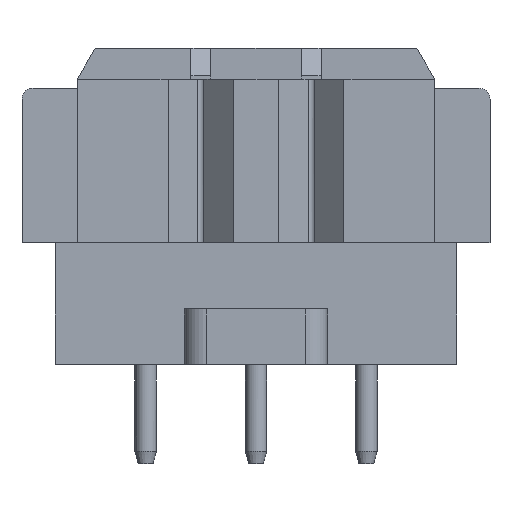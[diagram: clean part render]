
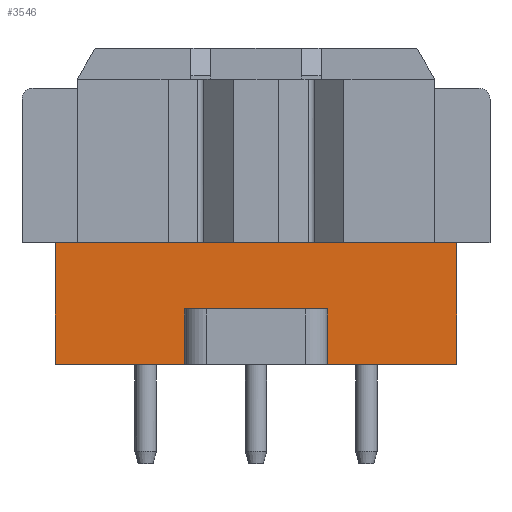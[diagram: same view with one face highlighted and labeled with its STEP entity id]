
A CAD part, left-side view. The second image highlights one B-rep face of the part: STEP entity #3546.
In plain terms, the highlighted planar face has unit normal (-1, 0, 0).
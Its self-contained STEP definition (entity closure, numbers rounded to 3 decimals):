
#3494=AXIS2_PLACEMENT_3D('Plane Axis2P3D',#3491,#3492,#3493) ;
#2401=CARTESIAN_POINT('Vertex',(4.95,19.7,10.)) ;
#2404=CARTESIAN_POINT('Line Origine',(4.95,10.6,10.)) ;
#2408=CARTESIAN_POINT('Vertex',(4.95,1.5,10.)) ;
#3399=CARTESIAN_POINT('Vertex',(4.95,19.7,4.5)) ;
#3402=CARTESIAN_POINT('Line Origine',(4.95,19.7,7.25)) ;
#3491=CARTESIAN_POINT('Axis2P3D Location',(4.95,19.7,1.3)) ;
#3496=CARTESIAN_POINT('Line Origine',(4.95,4.425,4.5)) ;
#3500=CARTESIAN_POINT('Vertex',(4.95,7.35,4.5)) ;
#3502=CARTESIAN_POINT('Vertex',(4.95,1.5,4.5)) ;
#3505=CARTESIAN_POINT('Line Origine',(4.95,1.5,7.25)) ;
#3510=CARTESIAN_POINT('Line Origine',(4.95,16.775,4.5)) ;
#3514=CARTESIAN_POINT('Vertex',(4.95,13.85,4.5)) ;
#3517=CARTESIAN_POINT('Line Origine',(4.95,13.85,5.75)) ;
#3521=CARTESIAN_POINT('Vertex',(4.95,13.85,7.)) ;
#3524=CARTESIAN_POINT('Line Origine',(4.95,10.6,7.)) ;
#3528=CARTESIAN_POINT('Vertex',(4.95,7.35,7.)) ;
#3531=CARTESIAN_POINT('Line Origine',(4.95,7.35,5.75)) ;
#2405=DIRECTION('Vector Direction',(0.,-1.,0.)) ;
#3403=DIRECTION('Vector Direction',(0.,0.,1.)) ;
#3492=DIRECTION('Axis2P3D Direction',(-1.,0.,0.)) ;
#3493=DIRECTION('Axis2P3D XDirection',(0.,-1.,0.)) ;
#3497=DIRECTION('Vector Direction',(0.,-1.,0.)) ;
#3506=DIRECTION('Vector Direction',(0.,0.,1.)) ;
#3511=DIRECTION('Vector Direction',(0.,-1.,0.)) ;
#3518=DIRECTION('Vector Direction',(0.,0.,1.)) ;
#3525=DIRECTION('Vector Direction',(0.,-1.,0.)) ;
#3532=DIRECTION('Vector Direction',(0.,0.,1.)) ;
#2406=VECTOR('Line Direction',#2405,1.) ;
#3404=VECTOR('Line Direction',#3403,1.) ;
#3498=VECTOR('Line Direction',#3497,1.) ;
#3507=VECTOR('Line Direction',#3506,1.) ;
#3512=VECTOR('Line Direction',#3511,1.) ;
#3519=VECTOR('Line Direction',#3518,1.) ;
#3526=VECTOR('Line Direction',#3525,1.) ;
#3533=VECTOR('Line Direction',#3532,1.) ;
#3537=ORIENTED_EDGE('',*,*,#3504,.T.) ;
#3538=ORIENTED_EDGE('',*,*,#3509,.T.) ;
#3539=ORIENTED_EDGE('',*,*,#2410,.F.) ;
#3540=ORIENTED_EDGE('',*,*,#3406,.F.) ;
#3541=ORIENTED_EDGE('',*,*,#3516,.T.) ;
#3542=ORIENTED_EDGE('',*,*,#3523,.T.) ;
#3543=ORIENTED_EDGE('',*,*,#3530,.F.) ;
#3544=ORIENTED_EDGE('',*,*,#3535,.F.) ;
#3546=ADVANCED_FACE('HOUSING',(#3545),#3495,.T.) ;
#2410=EDGE_CURVE('',#2402,#2409,#2407,.T.) ;
#3406=EDGE_CURVE('',#3400,#2402,#3405,.T.) ;
#3504=EDGE_CURVE('',#3501,#3503,#3499,.T.) ;
#3509=EDGE_CURVE('',#3503,#2409,#3508,.T.) ;
#3516=EDGE_CURVE('',#3400,#3515,#3513,.T.) ;
#3523=EDGE_CURVE('',#3515,#3522,#3520,.T.) ;
#3530=EDGE_CURVE('',#3529,#3522,#3527,.F.) ;
#3535=EDGE_CURVE('',#3501,#3529,#3534,.T.) ;
#3536=EDGE_LOOP('',(#3537,#3538,#3539,#3540,#3541,#3542,#3543,#3544)) ;
#3545=FACE_OUTER_BOUND('',#3536,.T.) ;
#2407=LINE('Line',#2404,#2406) ;
#3405=LINE('Line',#3402,#3404) ;
#3499=LINE('Line',#3496,#3498) ;
#3508=LINE('Line',#3505,#3507) ;
#3513=LINE('Line',#3510,#3512) ;
#3520=LINE('Line',#3517,#3519) ;
#3527=LINE('Line',#3524,#3526) ;
#3534=LINE('Line',#3531,#3533) ;
#3495=PLANE('',#3494) ;
#2402=VERTEX_POINT('',#2401) ;
#2409=VERTEX_POINT('',#2408) ;
#3400=VERTEX_POINT('',#3399) ;
#3501=VERTEX_POINT('',#3500) ;
#3503=VERTEX_POINT('',#3502) ;
#3515=VERTEX_POINT('',#3514) ;
#3522=VERTEX_POINT('',#3521) ;
#3529=VERTEX_POINT('',#3528) ;
